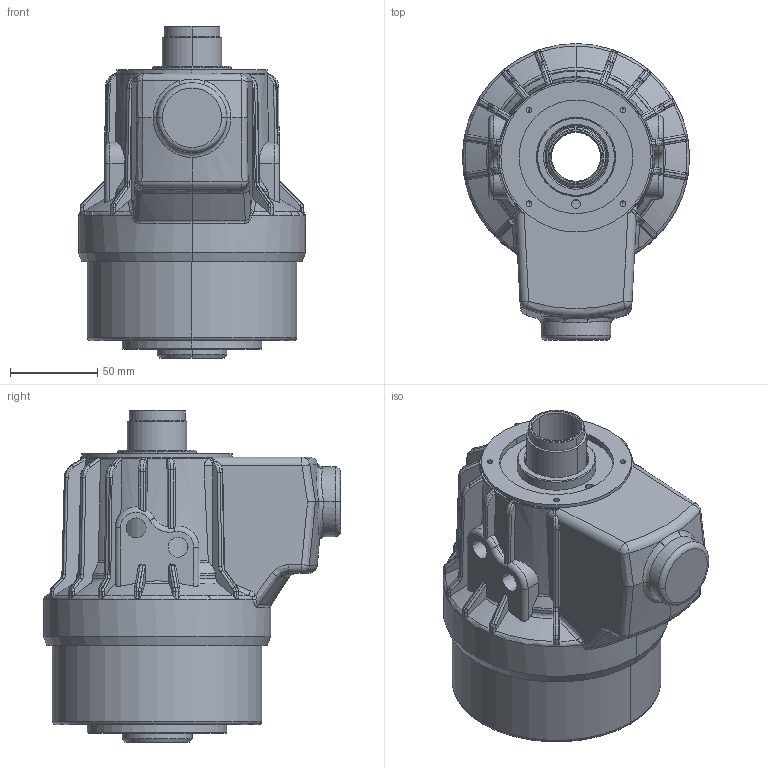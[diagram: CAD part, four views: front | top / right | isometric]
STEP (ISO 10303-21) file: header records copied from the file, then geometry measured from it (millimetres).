
FILE_DESCRIPTION (( 'STEP AP203' ), '1' );
FILE_NAME ('CF-TH-428.STEP', '2020-08-26T05:17:34', ( '' ), ( '' ), 'SwSTEP 2.0', 'SolidWorks 2016', '' );
FILE_SCHEMA (( 'CONFIG_CONTROL_DESIGN' ));
Length unit declared in the file: millimetre
Products named in the file (5): CF-TH-428 缸體; CF-TH-428 活塞; CF-TH-428 罩殼; CF-TH-428; CF-TH-428 閥軸
Assembly tree (4 placements, depth 2):
  CF-TH-428
    CF-TH-428 閥軸
    CF-TH-428 缸體
    CF-TH-428 活塞
    CF-TH-428 罩殼
Bounding box: 130 x 170 x 190 mm (x, y, z)
Volume: 1625861.2 mm3; surface area: 243316.9 mm2
Topology: 4 solids, 4 shells, 792 faces, 1958 edges, 1181 vertices
Faces by surface type: cylinder 350, plane 161, cone 140, torus 117, bspline 20, sphere 4
Entity records: 25950 total; most frequent: CARTESIAN_POINT 7323, DIRECTION 3839, ORIENTED_EDGE 3804, EDGE_CURVE 1902, AXIS2_PLACEMENT_3D 1605, VERTEX_POINT 1181, EDGE_LOOP 873, CIRCLE 826
